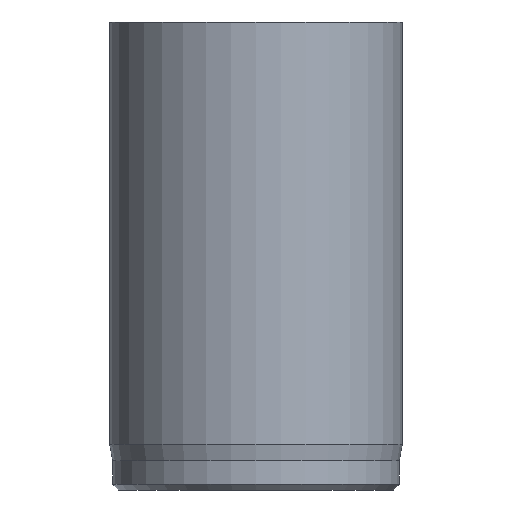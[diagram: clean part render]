
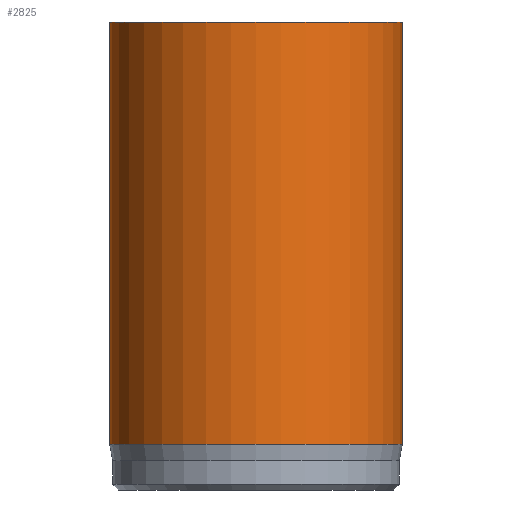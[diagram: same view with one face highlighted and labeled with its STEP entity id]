
A CAD part, front view. The second image highlights one B-rep face of the part: STEP entity #2825.
In plain terms, the highlighted cylindrical face has radius 5 mm (diameter 10 mm), a full revolution.
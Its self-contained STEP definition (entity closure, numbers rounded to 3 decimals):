
#397=CYLINDRICAL_SURFACE('',#2952,5.);
#537=FACE_OUTER_BOUND('',#711,.T.);
#711=EDGE_LOOP('',(#2566,#2567,#2568,#2569,#2570));
#886=LINE('',#5614,#1067);
#1067=VECTOR('',#3247,5.);
#1103=CIRCLE('',#2934,5.);
#1110=CIRCLE('',#2950,5.);
#1111=CIRCLE('',#2951,5.);
#1370=VERTEX_POINT('',#5581);
#1377=VERTEX_POINT('',#5608);
#1378=VERTEX_POINT('',#5609);
#1769=EDGE_CURVE('',#1370,#1370,#1103,.T.);
#1780=EDGE_CURVE('',#1377,#1378,#1110,.T.);
#1781=EDGE_CURVE('',#1378,#1377,#1111,.T.);
#1783=EDGE_CURVE('',#1370,#1377,#886,.T.);
#2566=ORIENTED_EDGE('',*,*,#1769,.T.);
#2567=ORIENTED_EDGE('',*,*,#1783,.T.);
#2568=ORIENTED_EDGE('',*,*,#1780,.T.);
#2569=ORIENTED_EDGE('',*,*,#1781,.T.);
#2570=ORIENTED_EDGE('',*,*,#1783,.F.);
#2825=ADVANCED_FACE('',(#537),#397,.T.);
#2934=AXIS2_PLACEMENT_3D('',#5582,#3204,#3205);
#2950=AXIS2_PLACEMENT_3D('',#5610,#3240,#3241);
#2951=AXIS2_PLACEMENT_3D('',#5611,#3242,#3243);
#2952=AXIS2_PLACEMENT_3D('',#5613,#3245,#3246);
#3204=DIRECTION('center_axis',(0.,0.,-1.));
#3205=DIRECTION('ref_axis',(-1.,0.,0.));
#3240=DIRECTION('center_axis',(0.,0.,1.));
#3241=DIRECTION('ref_axis',(-1.,0.,0.));
#3242=DIRECTION('center_axis',(0.,0.,1.));
#3243=DIRECTION('ref_axis',(-1.,0.,0.));
#3245=DIRECTION('center_axis',(0.,0.,1.));
#3246=DIRECTION('ref_axis',(-1.,0.,0.));
#3247=DIRECTION('',(0.,0.,-1.));
#5581=CARTESIAN_POINT('',(5.,0.,16.));
#5582=CARTESIAN_POINT('Origin',(0.,0.,16.));
#5608=CARTESIAN_POINT('',(5.,0.,1.567));
#5609=CARTESIAN_POINT('',(-5.,0.,1.567));
#5610=CARTESIAN_POINT('Origin',(0.,0.,1.567));
#5611=CARTESIAN_POINT('Origin',(0.,0.,1.567));
#5613=CARTESIAN_POINT('Origin',(0.,0.,0.));
#5614=CARTESIAN_POINT('',(5.,0.,0.));
